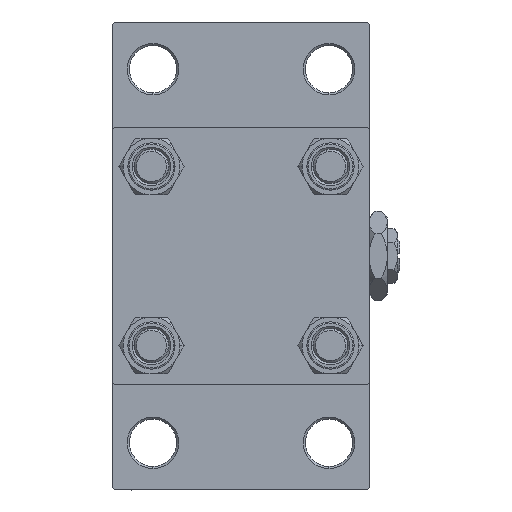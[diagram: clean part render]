
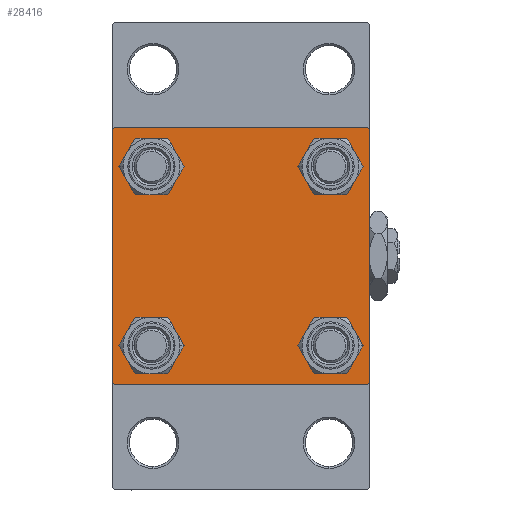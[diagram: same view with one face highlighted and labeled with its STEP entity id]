
A CAD part, left-side view. The second image highlights one B-rep face of the part: STEP entity #28416.
In plain terms, the highlighted planar face has unit normal (-1, 0, 0).
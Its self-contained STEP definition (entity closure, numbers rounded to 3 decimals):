
#40 = DIRECTION ( 'NONE',  ( 1., 0., 0. ) ) ;
#70 = CARTESIAN_POINT ( 'NONE',  ( 0., -20.85, -16.35 ) ) ;
#399 = ORIENTED_EDGE ( 'NONE', *, *, #47254, .T. ) ;
#455 = VECTOR ( 'NONE', #38561, 1000. ) ;
#1015 = CIRCLE ( 'NONE', #31445, 4.5 ) ;
#1478 = CARTESIAN_POINT ( 'NONE',  ( 0., -20.85, -25.35 ) ) ;
#1662 = EDGE_CURVE ( 'NONE', #18024, #35431, #39900, .T. ) ;
#1810 = VECTOR ( 'NONE', #25295, 1000. ) ;
#1865 = EDGE_CURVE ( 'NONE', #30765, #22783, #33930, .T. ) ;
#2224 = DIRECTION ( 'NONE',  ( 1., 0., 0. ) ) ;
#2927 = DIRECTION ( 'NONE',  ( 1., 0., 0. ) ) ;
#2948 = EDGE_CURVE ( 'NONE', #7391, #20645, #15066, .T. ) ;
#4847 = CARTESIAN_POINT ( 'NONE',  ( 0., 20.85, -16.35 ) ) ;
#5111 = LINE ( 'NONE', #13598, #47420 ) ;
#5363 = EDGE_LOOP ( 'NONE', ( #31183, #399 ) ) ;
#5867 = CARTESIAN_POINT ( 'NONE',  ( 0., 20.85, 20.85 ) ) ;
#6335 = CARTESIAN_POINT ( 'NONE',  ( 0., 30., 30. ) ) ;
#6345 = DIRECTION ( 'NONE',  ( 0., 0., 1. ) ) ;
#6712 = CARTESIAN_POINT ( 'NONE',  ( 0., 20.85, -20.85 ) ) ;
#7296 = EDGE_CURVE ( 'NONE', #9208, #43324, #10973, .T. ) ;
#7391 = VERTEX_POINT ( 'NONE', #33687 ) ;
#7647 = AXIS2_PLACEMENT_3D ( 'NONE', #11155, #2927, #26915 ) ;
#7654 = CIRCLE ( 'NONE', #36491, 4.5 ) ;
#8079 = CARTESIAN_POINT ( 'NONE',  ( 0., -29.5, 30. ) ) ;
#8469 = AXIS2_PLACEMENT_3D ( 'NONE', #25188, #13558, #33181 ) ;
#8644 = VERTEX_POINT ( 'NONE', #70 ) ;
#8683 = FACE_OUTER_BOUND ( 'NONE', #47813, .T. ) ;
#8820 = EDGE_LOOP ( 'NONE', ( #38047, #21916 ) ) ;
#9208 = VERTEX_POINT ( 'NONE', #4847 ) ;
#9730 = DIRECTION ( 'NONE',  ( 1., 0., 0. ) ) ;
#9932 = EDGE_CURVE ( 'NONE', #23783, #35431, #18819, .T. ) ;
#10035 = LINE ( 'NONE', #48497, #1810 ) ;
#10237 = CARTESIAN_POINT ( 'NONE',  ( 0., 20.85, 16.35 ) ) ;
#10657 = LINE ( 'NONE', #49880, #33006 ) ;
#10973 = CIRCLE ( 'NONE', #39825, 4.5 ) ;
#11155 = CARTESIAN_POINT ( 'NONE',  ( 0., -20.85, 20.85 ) ) ;
#11326 = CIRCLE ( 'NONE', #49237, 4.5 ) ;
#11373 = CARTESIAN_POINT ( 'NONE',  ( 0., 20.85, 20.85 ) ) ;
#11444 = CIRCLE ( 'NONE', #30436, 4.5 ) ;
#11729 = AXIS2_PLACEMENT_3D ( 'NONE', #11373, #40, #15245 ) ;
#12053 = ORIENTED_EDGE ( 'NONE', *, *, #9932, .F. ) ;
#12675 = CARTESIAN_POINT ( 'NONE',  ( 0., 30., -29.5 ) ) ;
#12774 = ORIENTED_EDGE ( 'NONE', *, *, #26301, .T. ) ;
#13558 = DIRECTION ( 'NONE',  ( -1., 0., 0. ) ) ;
#13598 = CARTESIAN_POINT ( 'NONE',  ( 0., -29.75, 29.75 ) ) ;
#14167 = EDGE_CURVE ( 'NONE', #20645, #7391, #11326, .T. ) ;
#14244 = CARTESIAN_POINT ( 'NONE',  ( 0., -29.5, -30. ) ) ;
#14789 = DIRECTION ( 'NONE',  ( 0., -0.707, -0.707 ) ) ;
#15000 = CARTESIAN_POINT ( 'NONE',  ( 0., -20.85, -20.85 ) ) ;
#15066 = CIRCLE ( 'NONE', #7647, 4.5 ) ;
#15070 = CARTESIAN_POINT ( 'NONE',  ( 0., 20.85, -20.85 ) ) ;
#15245 = DIRECTION ( 'NONE',  ( 0., 0., 1. ) ) ;
#16032 = ORIENTED_EDGE ( 'NONE', *, *, #1662, .T. ) ;
#17298 = ORIENTED_EDGE ( 'NONE', *, *, #37478, .T. ) ;
#17425 = FACE_BOUND ( 'NONE', #5363, .T. ) ;
#17472 = VERTEX_POINT ( 'NONE', #36670 ) ;
#17485 = EDGE_CURVE ( 'NONE', #34618, #8644, #11444, .T. ) ;
#17567 = VERTEX_POINT ( 'NONE', #42990 ) ;
#18024 = VERTEX_POINT ( 'NONE', #14244 ) ;
#18819 = LINE ( 'NONE', #36032, #33318 ) ;
#19257 = VECTOR ( 'NONE', #14789, 1000. ) ;
#20003 = ORIENTED_EDGE ( 'NONE', *, *, #20880, .T. ) ;
#20645 = VERTEX_POINT ( 'NONE', #37579 ) ;
#20880 = EDGE_CURVE ( 'NONE', #30765, #35867, #10657, .T. ) ;
#21186 = CARTESIAN_POINT ( 'NONE',  ( 0., -20.85, -20.85 ) ) ;
#21916 = ORIENTED_EDGE ( 'NONE', *, *, #17485, .T. ) ;
#22287 = DIRECTION ( 'NONE',  ( 0., 0.707, -0.707 ) ) ;
#22623 = AXIS2_PLACEMENT_3D ( 'NONE', #6712, #37427, #30457 ) ;
#22783 = VERTEX_POINT ( 'NONE', #8079 ) ;
#23740 = DIRECTION ( 'NONE',  ( 0., 0., 1. ) ) ;
#23783 = VERTEX_POINT ( 'NONE', #26691 ) ;
#24433 = DIRECTION ( 'NONE',  ( 0., -0.707, 0.707 ) ) ;
#25188 = CARTESIAN_POINT ( 'NONE',  ( 0., 0., 0. ) ) ;
#25295 = DIRECTION ( 'NONE',  ( 0., -1., 0. ) ) ;
#25947 = LINE ( 'NONE', #6335, #455 ) ;
#25996 = ORIENTED_EDGE ( 'NONE', *, *, #14167, .T. ) ;
#26301 = EDGE_CURVE ( 'NONE', #17472, #18024, #10035, .T. ) ;
#26684 = VERTEX_POINT ( 'NONE', #10237 ) ;
#26691 = CARTESIAN_POINT ( 'NONE',  ( 0., -30., 29.5 ) ) ;
#26706 = EDGE_CURVE ( 'NONE', #26684, #17567, #1015, .T. ) ;
#26915 = DIRECTION ( 'NONE',  ( 0., 0., 1. ) ) ;
#28112 = DIRECTION ( 'NONE',  ( 1., 0., 0. ) ) ;
#28114 = ORIENTED_EDGE ( 'NONE', *, *, #2948, .T. ) ;
#28416 = ADVANCED_FACE ( 'NONE', ( #36280, #28546, #17425, #44031, #8683 ), #29046, .T. ) ;
#28546 = FACE_BOUND ( 'NONE', #8820, .T. ) ;
#28939 = EDGE_CURVE ( 'NONE', #8644, #34618, #7654, .T. ) ;
#29046 = PLANE ( 'NONE',  #8469 ) ;
#29844 = DIRECTION ( 'NONE',  ( 0., 0., 1. ) ) ;
#30436 = AXIS2_PLACEMENT_3D ( 'NONE', #21186, #36919, #33042 ) ;
#30457 = DIRECTION ( 'NONE',  ( 0., 0., 1. ) ) ;
#30580 = DIRECTION ( 'NONE',  ( 0., -1., 0. ) ) ;
#30765 = VERTEX_POINT ( 'NONE', #50488 ) ;
#31183 = ORIENTED_EDGE ( 'NONE', *, *, #7296, .T. ) ;
#31445 = AXIS2_PLACEMENT_3D ( 'NONE', #5867, #9730, #29844 ) ;
#31722 = DIRECTION ( 'NONE',  ( 0., 0., 1. ) ) ;
#33006 = VECTOR ( 'NONE', #22287, 1000. ) ;
#33042 = DIRECTION ( 'NONE',  ( 0., 0., 1. ) ) ;
#33181 = DIRECTION ( 'NONE',  ( 0., 0., 1. ) ) ;
#33318 = VECTOR ( 'NONE', #44035, 1000. ) ;
#33687 = CARTESIAN_POINT ( 'NONE',  ( 0., -20.85, 25.35 ) ) ;
#33930 = LINE ( 'NONE', #50667, #33977 ) ;
#33977 = VECTOR ( 'NONE', #30580, 1000. ) ;
#34557 = ORIENTED_EDGE ( 'NONE', *, *, #42659, .T. ) ;
#34618 = VERTEX_POINT ( 'NONE', #1478 ) ;
#35252 = CARTESIAN_POINT ( 'NONE',  ( 0., -29.75, -29.75 ) ) ;
#35431 = VERTEX_POINT ( 'NONE', #36113 ) ;
#35621 = VECTOR ( 'NONE', #24433, 1000. ) ;
#35867 = VERTEX_POINT ( 'NONE', #38978 ) ;
#36032 = CARTESIAN_POINT ( 'NONE',  ( 0., -30., 30. ) ) ;
#36113 = CARTESIAN_POINT ( 'NONE',  ( 0., -30., -29.5 ) ) ;
#36240 = ORIENTED_EDGE ( 'NONE', *, *, #26706, .T. ) ;
#36280 = FACE_BOUND ( 'NONE', #48770, .T. ) ;
#36491 = AXIS2_PLACEMENT_3D ( 'NONE', #15000, #43587, #31722 ) ;
#36670 = CARTESIAN_POINT ( 'NONE',  ( 0., 29.5, -30. ) ) ;
#36919 = DIRECTION ( 'NONE',  ( 1., 0., 0. ) ) ;
#37427 = DIRECTION ( 'NONE',  ( 1., 0., 0. ) ) ;
#37478 = EDGE_CURVE ( 'NONE', #35867, #37923, #25947, .T. ) ;
#37579 = CARTESIAN_POINT ( 'NONE',  ( 0., -20.85, 16.35 ) ) ;
#37602 = CARTESIAN_POINT ( 'NONE',  ( 0., 20.85, -25.35 ) ) ;
#37923 = VERTEX_POINT ( 'NONE', #12675 ) ;
#38047 = ORIENTED_EDGE ( 'NONE', *, *, #28939, .T. ) ;
#38561 = DIRECTION ( 'NONE',  ( 0., 0., -1. ) ) ;
#38738 = EDGE_CURVE ( 'NONE', #23783, #22783, #5111, .T. ) ;
#38978 = CARTESIAN_POINT ( 'NONE',  ( 0., 30., 29.5 ) ) ;
#39607 = EDGE_LOOP ( 'NONE', ( #34557, #36240 ) ) ;
#39825 = AXIS2_PLACEMENT_3D ( 'NONE', #15070, #2224, #6345 ) ;
#39900 = LINE ( 'NONE', #35252, #35621 ) ;
#41391 = LINE ( 'NONE', #45503, #19257 ) ;
#41448 = EDGE_CURVE ( 'NONE', #37923, #17472, #41391, .T. ) ;
#42445 = ORIENTED_EDGE ( 'NONE', *, *, #1865, .F. ) ;
#42659 = EDGE_CURVE ( 'NONE', #17567, #26684, #44706, .T. ) ;
#42990 = CARTESIAN_POINT ( 'NONE',  ( 0., 20.85, 25.35 ) ) ;
#43324 = VERTEX_POINT ( 'NONE', #37602 ) ;
#43587 = DIRECTION ( 'NONE',  ( 1., 0., 0. ) ) ;
#44031 = FACE_BOUND ( 'NONE', #39607, .T. ) ;
#44035 = DIRECTION ( 'NONE',  ( 0., 0., -1. ) ) ;
#44706 = CIRCLE ( 'NONE', #11729, 4.5 ) ;
#44850 = CIRCLE ( 'NONE', #22623, 4.5 ) ;
#45503 = CARTESIAN_POINT ( 'NONE',  ( 0., 29.75, -29.75 ) ) ;
#47254 = EDGE_CURVE ( 'NONE', #43324, #9208, #44850, .T. ) ;
#47420 = VECTOR ( 'NONE', #48433, 1000. ) ;
#47709 = CARTESIAN_POINT ( 'NONE',  ( 0., -20.85, 20.85 ) ) ;
#47813 = EDGE_LOOP ( 'NONE', ( #17298, #49380, #12774, #16032, #12053, #48939, #42445, #20003 ) ) ;
#48433 = DIRECTION ( 'NONE',  ( 0., 0.707, 0.707 ) ) ;
#48497 = CARTESIAN_POINT ( 'NONE',  ( 0., 30., -30. ) ) ;
#48770 = EDGE_LOOP ( 'NONE', ( #28114, #25996 ) ) ;
#48939 = ORIENTED_EDGE ( 'NONE', *, *, #38738, .T. ) ;
#49237 = AXIS2_PLACEMENT_3D ( 'NONE', #47709, #28112, #23740 ) ;
#49380 = ORIENTED_EDGE ( 'NONE', *, *, #41448, .T. ) ;
#49880 = CARTESIAN_POINT ( 'NONE',  ( 0., 29.75, 29.75 ) ) ;
#50488 = CARTESIAN_POINT ( 'NONE',  ( 0., 29.5, 30. ) ) ;
#50667 = CARTESIAN_POINT ( 'NONE',  ( 0., 30., 30. ) ) ;
